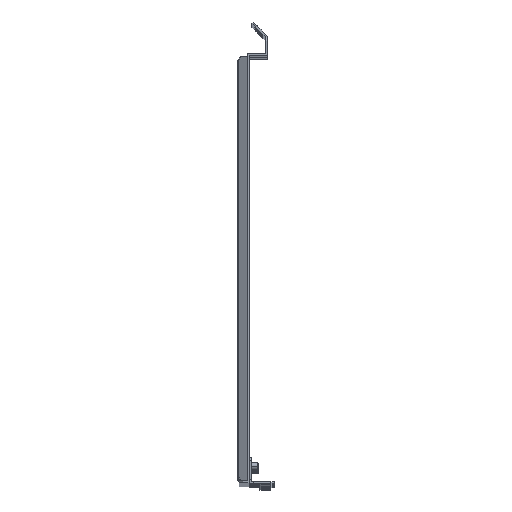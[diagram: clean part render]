
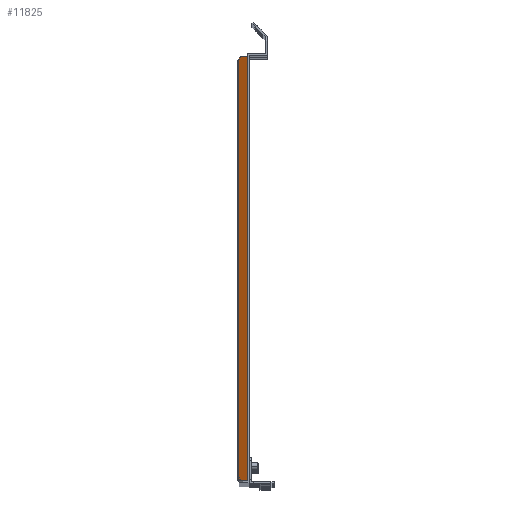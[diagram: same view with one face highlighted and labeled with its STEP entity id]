
A CAD part, top view. The second image highlights one B-rep face of the part: STEP entity #11825.
In plain terms, the highlighted planar face has unit normal (-0.5, 0, 0.866).
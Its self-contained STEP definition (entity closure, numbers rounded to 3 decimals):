
#716 = VECTOR ( 'NONE', #63906, 1000. ) ;
#2844 = DIRECTION ( 'NONE',  ( 0.866, 0., 0.5 ) ) ;
#3930 = VECTOR ( 'NONE', #19078, 1000. ) ;
#4077 = EDGE_LOOP ( 'NONE', ( #67468, #14904, #44579, #53912, #49418, #29736, #31827, #23001 ) ) ;
#5837 = DIRECTION ( 'NONE',  ( 0., 1., 0. ) ) ;
#6294 = CARTESIAN_POINT ( 'NONE',  ( -8.011, 272.647, 958.589 ) ) ;
#10560 = VERTEX_POINT ( 'NONE', #39660 ) ;
#11825 = ADVANCED_FACE ( 'NONE', ( #32206 ), #59334, .F. ) ;
#12197 = EDGE_CURVE ( 'NONE', #34004, #49698, #53666, .T. ) ;
#14904 = ORIENTED_EDGE ( 'NONE', *, *, #21864, .T. ) ;
#15034 = CARTESIAN_POINT ( 'NONE',  ( -2.25, -75.143, 961.915 ) ) ;
#15629 = CARTESIAN_POINT ( 'NONE',  ( -5.413, -75.143, 960.089 ) ) ;
#16878 = VECTOR ( 'NONE', #42908, 1000. ) ;
#19078 = DIRECTION ( 'NONE',  ( -0.866, 0., -0.5 ) ) ;
#20992 = CARTESIAN_POINT ( 'NONE',  ( -5.413, -75.143, 960.089 ) ) ;
#21360 = EDGE_CURVE ( 'NONE', #41674, #49670, #66542, .T. ) ;
#21864 = EDGE_CURVE ( 'NONE', #49698, #38516, #44520, .T. ) ;
#22004 = VECTOR ( 'NONE', #42881, 1000. ) ;
#23001 = ORIENTED_EDGE ( 'NONE', *, *, #23534, .F. ) ;
#23410 = LINE ( 'NONE', #64653, #716 ) ;
#23534 = EDGE_CURVE ( 'NONE', #34004, #49670, #52144, .T. ) ;
#28970 = DIRECTION ( 'NONE',  ( 0., 1., 0. ) ) ;
#29422 = CARTESIAN_POINT ( 'NONE',  ( -2.25, -75.143, 961.915 ) ) ;
#29736 = ORIENTED_EDGE ( 'NONE', *, *, #72711, .F. ) ;
#31069 = VERTEX_POINT ( 'NONE', #58068 ) ;
#31104 = DIRECTION ( 'NONE',  ( 0.5, 0., -0.866 ) ) ;
#31827 = ORIENTED_EDGE ( 'NONE', *, *, #21360, .T. ) ;
#32123 = CARTESIAN_POINT ( 'NONE',  ( -0.75, 272.647, 962.781 ) ) ;
#32206 = FACE_OUTER_BOUND ( 'NONE', #4077, .T. ) ;
#33479 = VECTOR ( 'NONE', #49435, 1000. ) ;
#34004 = VERTEX_POINT ( 'NONE', #29422 ) ;
#36601 = LINE ( 'NONE', #32123, #16878 ) ;
#38485 = CARTESIAN_POINT ( 'NONE',  ( 0.232, -75.143, 963.348 ) ) ;
#38516 = VERTEX_POINT ( 'NONE', #66333 ) ;
#39660 = CARTESIAN_POINT ( 'NONE',  ( -2.25, 272.647, 961.915 ) ) ;
#41398 = VERTEX_POINT ( 'NONE', #54233 ) ;
#41674 = VERTEX_POINT ( 'NONE', #57169 ) ;
#41751 = CARTESIAN_POINT ( 'NONE',  ( -8.011, -75.143, 958.589 ) ) ;
#42881 = DIRECTION ( 'NONE',  ( 0.866, 0., 0.5 ) ) ;
#42908 = DIRECTION ( 'NONE',  ( 0.866, 0., 0.5 ) ) ;
#44520 = LINE ( 'NONE', #60883, #46559 ) ;
#44579 = ORIENTED_EDGE ( 'NONE', *, *, #64492, .F. ) ;
#46559 = VECTOR ( 'NONE', #5837, 1000. ) ;
#48175 = CARTESIAN_POINT ( 'NONE',  ( -207.514, 100., 843.406 ) ) ;
#49418 = ORIENTED_EDGE ( 'NONE', *, *, #65125, .T. ) ;
#49435 = DIRECTION ( 'NONE',  ( 0.612, -0.707, 0.354 ) ) ;
#49542 = CARTESIAN_POINT ( 'NONE',  ( -207.514, 272.647, 843.406 ) ) ;
#49670 = VERTEX_POINT ( 'NONE', #20992 ) ;
#49698 = VERTEX_POINT ( 'NONE', #38485 ) ;
#49903 = LINE ( 'NONE', #49542, #22004 ) ;
#52144 = LINE ( 'NONE', #41751, #3930 ) ;
#53582 = EDGE_CURVE ( 'NONE', #41398, #10560, #36601, .T. ) ;
#53666 = LINE ( 'NONE', #15034, #57154 ) ;
#53912 = ORIENTED_EDGE ( 'NONE', *, *, #53582, .F. ) ;
#54233 = CARTESIAN_POINT ( 'NONE',  ( -5.413, 272.647, 960.089 ) ) ;
#57154 = VECTOR ( 'NONE', #70434, 1000. ) ;
#57169 = CARTESIAN_POINT ( 'NONE',  ( -8.011, -72.143, 958.589 ) ) ;
#58068 = CARTESIAN_POINT ( 'NONE',  ( -8.011, 269.647, 958.589 ) ) ;
#59334 = PLANE ( 'NONE',  #69912 ) ;
#60883 = CARTESIAN_POINT ( 'NONE',  ( 0.232, 100., 963.348 ) ) ;
#63906 = DIRECTION ( 'NONE',  ( -0.612, -0.707, -0.354 ) ) ;
#64492 = EDGE_CURVE ( 'NONE', #10560, #38516, #49903, .T. ) ;
#64653 = CARTESIAN_POINT ( 'NONE',  ( -8.011, 269.647, 958.589 ) ) ;
#65033 = VECTOR ( 'NONE', #28970, 1000. ) ;
#65125 = EDGE_CURVE ( 'NONE', #41398, #31069, #23410, .T. ) ;
#66333 = CARTESIAN_POINT ( 'NONE',  ( 0.232, 272.647, 963.348 ) ) ;
#66542 = LINE ( 'NONE', #15629, #33479 ) ;
#67468 = ORIENTED_EDGE ( 'NONE', *, *, #12197, .T. ) ;
#68711 = LINE ( 'NONE', #6294, #65033 ) ;
#69912 = AXIS2_PLACEMENT_3D ( 'NONE', #48175, #31104, #2844 ) ;
#70434 = DIRECTION ( 'NONE',  ( 0.866, 0., 0.5 ) ) ;
#72711 = EDGE_CURVE ( 'NONE', #41674, #31069, #68711, .T. ) ;
